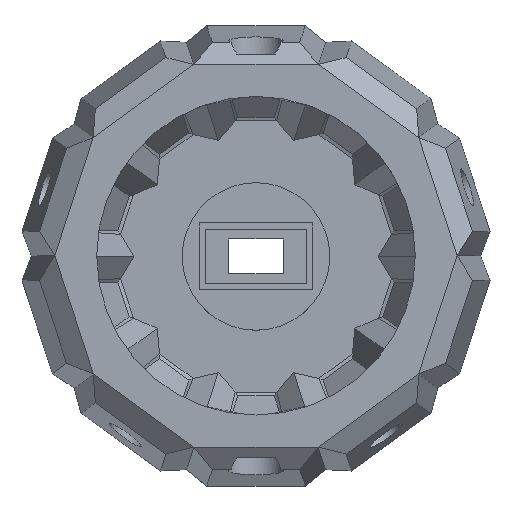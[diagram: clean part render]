
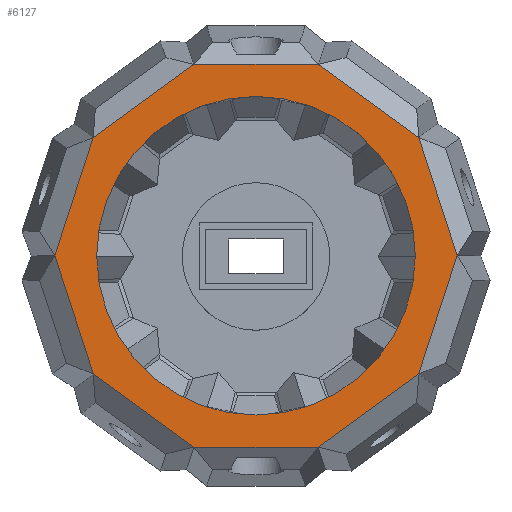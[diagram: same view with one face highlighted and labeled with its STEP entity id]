
A CAD part, top view. The second image highlights one B-rep face of the part: STEP entity #6127.
In plain terms, the highlighted planar face has unit normal (0, 0, 1).
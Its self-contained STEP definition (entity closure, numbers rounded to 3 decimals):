
#204=FACE_BOUND('',#664,.T.);
#243=FACE_OUTER_BOUND('',#663,.T.);
#663=EDGE_LOOP('',(#4170,#4171,#4172,#4173,#4174,#4175,#4176,#4177,#4178,
#4179));
#664=EDGE_LOOP('',(#4180));
#1082=CIRCLE('',#6548,20.5);
#1119=LINE('',#8564,#1899);
#1141=LINE('',#8888,#1921);
#1143=LINE('',#8892,#1923);
#1144=LINE('',#8894,#1924);
#1145=LINE('',#8896,#1925);
#1146=LINE('',#8897,#1926);
#1147=LINE('',#8899,#1927);
#1148=LINE('',#8901,#1928);
#1149=LINE('',#8903,#1929);
#1150=LINE('',#8904,#1930);
#1899=VECTOR('',#6956,1.);
#1921=VECTOR('',#7090,10.);
#1923=VECTOR('',#7094,1.);
#1924=VECTOR('',#7095,1.);
#1925=VECTOR('',#7096,1.);
#1926=VECTOR('',#7097,1.);
#1927=VECTOR('',#7098,1.);
#1928=VECTOR('',#7099,1.);
#1929=VECTOR('',#7100,1.);
#1930=VECTOR('',#7101,1.);
#2683=VERTEX_POINT('',#8561);
#2684=VERTEX_POINT('',#8563);
#2687=VERTEX_POINT('',#8571);
#2747=VERTEX_POINT('',#8885);
#2748=VERTEX_POINT('',#8887);
#2749=VERTEX_POINT('',#8891);
#2750=VERTEX_POINT('',#8893);
#2751=VERTEX_POINT('',#8895);
#2752=VERTEX_POINT('',#8898);
#2753=VERTEX_POINT('',#8900);
#2754=VERTEX_POINT('',#8902);
#3168=EDGE_CURVE('',#2684,#2683,#1119,.T.);
#3173=EDGE_CURVE('',#2687,#2687,#1082,.T.);
#3245=EDGE_CURVE('',#2748,#2747,#1141,.T.);
#3247=EDGE_CURVE('',#2749,#2747,#1143,.T.);
#3248=EDGE_CURVE('',#2750,#2749,#1144,.T.);
#3249=EDGE_CURVE('',#2750,#2751,#1145,.T.);
#3250=EDGE_CURVE('',#2751,#2684,#1146,.T.);
#3251=EDGE_CURVE('',#2752,#2683,#1147,.T.);
#3252=EDGE_CURVE('',#2753,#2752,#1148,.T.);
#3253=EDGE_CURVE('',#2753,#2754,#1149,.T.);
#3254=EDGE_CURVE('',#2754,#2748,#1150,.T.);
#4170=ORIENTED_EDGE('',*,*,#3245,.T.);
#4171=ORIENTED_EDGE('',*,*,#3247,.F.);
#4172=ORIENTED_EDGE('',*,*,#3248,.F.);
#4173=ORIENTED_EDGE('',*,*,#3249,.T.);
#4174=ORIENTED_EDGE('',*,*,#3250,.T.);
#4175=ORIENTED_EDGE('',*,*,#3168,.T.);
#4176=ORIENTED_EDGE('',*,*,#3251,.F.);
#4177=ORIENTED_EDGE('',*,*,#3252,.F.);
#4178=ORIENTED_EDGE('',*,*,#3253,.T.);
#4179=ORIENTED_EDGE('',*,*,#3254,.T.);
#4180=ORIENTED_EDGE('',*,*,#3173,.T.);
#5819=PLANE('',#6602);
#6127=ADVANCED_FACE('',(#243,#204),#5819,.T.);
#6548=AXIS2_PLACEMENT_3D('',#8573,#6964,#6965);
#6602=AXIS2_PLACEMENT_3D('',#8890,#7092,#7093);
#6956=DIRECTION('',(-1.,0.,0.));
#6964=DIRECTION('center_axis',(0.,0.,-1.));
#6965=DIRECTION('ref_axis',(1.,0.,0.));
#7090=DIRECTION('',(1.,0.,0.));
#7092=DIRECTION('center_axis',(0.,0.,1.));
#7093=DIRECTION('ref_axis',(1.,0.,0.));
#7094=DIRECTION('',(-0.809,-0.588,0.));
#7095=DIRECTION('',(-0.309,-0.951,0.));
#7096=DIRECTION('',(-0.309,0.951,0.));
#7097=DIRECTION('',(-0.809,0.588,0.));
#7098=DIRECTION('',(0.809,0.588,0.));
#7099=DIRECTION('',(0.309,0.951,0.));
#7100=DIRECTION('',(0.309,-0.951,0.));
#7101=DIRECTION('',(0.809,-0.588,0.));
#8561=CARTESIAN_POINT('',(-8.001,24.625,59.25));
#8563=CARTESIAN_POINT('',(8.001,24.625,59.25));
#8564=CARTESIAN_POINT('',(8.001,24.625,59.25));
#8571=CARTESIAN_POINT('',(-20.5,0.,59.25));
#8573=CARTESIAN_POINT('Origin',(0.,0.,59.25));
#8885=CARTESIAN_POINT('',(8.001,-24.625,59.25));
#8887=CARTESIAN_POINT('',(-8.001,-24.625,59.25));
#8888=CARTESIAN_POINT('',(-2.808,-24.625,59.25));
#8890=CARTESIAN_POINT('Origin',(0.,0.,59.25));
#8891=CARTESIAN_POINT('',(20.947,-15.219,59.25));
#8892=CARTESIAN_POINT('',(17.711,-17.571,59.25));
#8893=CARTESIAN_POINT('',(25.892,0.,59.25));
#8894=CARTESIAN_POINT('',(23.42,-7.61,59.25));
#8895=CARTESIAN_POINT('',(20.947,15.219,59.25));
#8896=CARTESIAN_POINT('',(23.42,7.61,59.25));
#8897=CARTESIAN_POINT('',(17.711,17.571,59.25));
#8898=CARTESIAN_POINT('',(-20.947,15.219,59.25));
#8899=CARTESIAN_POINT('',(-17.711,17.571,59.25));
#8900=CARTESIAN_POINT('',(-25.892,0.,59.25));
#8901=CARTESIAN_POINT('',(-23.42,7.61,59.25));
#8902=CARTESIAN_POINT('',(-20.947,-15.219,59.25));
#8903=CARTESIAN_POINT('',(-23.42,-7.61,59.25));
#8904=CARTESIAN_POINT('',(-17.711,-17.571,59.25));
